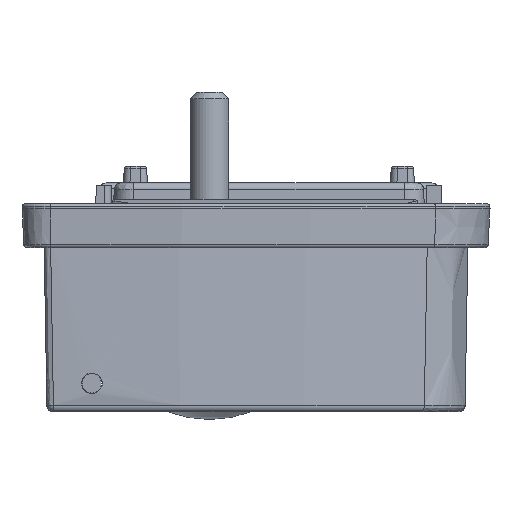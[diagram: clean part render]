
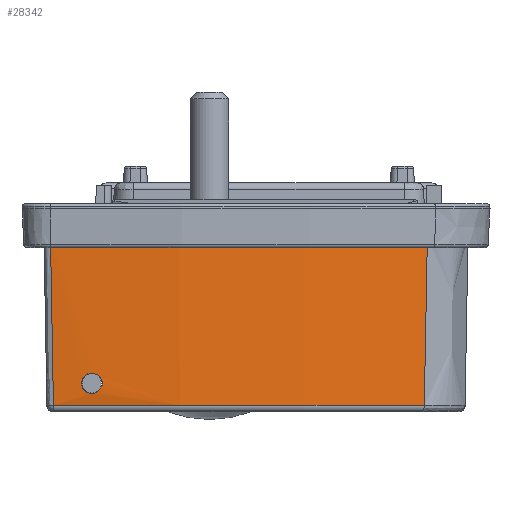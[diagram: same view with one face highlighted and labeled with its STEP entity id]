
A CAD part, left-side view. The second image highlights one B-rep face of the part: STEP entity #28342.
In plain terms, the highlighted conical face has half-angle 1 degrees and reference radius 80 mm.
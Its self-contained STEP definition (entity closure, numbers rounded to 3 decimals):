
#439=CARTESIAN_POINT('',(-60.176,12.9,2.199));
#440=VERTEX_POINT('',#439);
#441=CARTESIAN_POINT('',(-60.176,12.9,2.199));
#442=CARTESIAN_POINT('',(-60.174,12.9,2.07));
#443=CARTESIAN_POINT('',(-60.173,12.934,1.931));
#444=CARTESIAN_POINT('',(-60.175,13.001,1.812));
#445=CARTESIAN_POINT('',(-60.176,13.071,1.685));
#446=CARTESIAN_POINT('',(-60.18,13.168,1.585));
#447=CARTESIAN_POINT('',(-60.185,13.292,1.512));
#448=CARTESIAN_POINT('',(-60.189,13.39,1.454));
#449=CARTESIAN_POINT('',(-60.194,13.503,1.417));
#450=CARTESIAN_POINT('',(-60.199,13.614,1.405));
#451=CARTESIAN_POINT('',(-60.203,13.705,1.395));
#452=CARTESIAN_POINT('',(-60.207,13.794,1.4));
#453=CARTESIAN_POINT('',(-60.212,13.885,1.422));
#454=CARTESIAN_POINT('',(-60.217,13.999,1.449));
#455=CARTESIAN_POINT('',(-60.223,14.109,1.503));
#456=CARTESIAN_POINT('',(-60.228,14.199,1.575));
#457=CARTESIAN_POINT('',(-60.232,14.272,1.633));
#458=CARTESIAN_POINT('',(-60.235,14.332,1.701));
#459=CARTESIAN_POINT('',(-60.238,14.382,1.782));
#460=CARTESIAN_POINT('',(-60.243,14.448,1.889));
#461=CARTESIAN_POINT('',(-60.246,14.488,2.015));
#462=CARTESIAN_POINT('',(-60.249,14.498,2.138));
#463=CARTESIAN_POINT('',(-60.25,14.504,2.218));
#464=CARTESIAN_POINT('',(-60.252,14.498,2.297));
#465=CARTESIAN_POINT('',(-60.252,14.48,2.378));
#466=CARTESIAN_POINT('',(-60.254,14.451,2.503));
#467=CARTESIAN_POINT('',(-60.253,14.39,2.624));
#468=CARTESIAN_POINT('',(-60.252,14.309,2.719));
#469=CARTESIAN_POINT('',(-60.251,14.257,2.78));
#470=CARTESIAN_POINT('',(-60.25,14.197,2.833));
#471=CARTESIAN_POINT('',(-60.247,14.127,2.877));
#472=CARTESIAN_POINT('',(-60.244,14.028,2.939));
#473=CARTESIAN_POINT('',(-60.24,13.913,2.98));
#474=CARTESIAN_POINT('',(-60.235,13.799,2.994));
#475=CARTESIAN_POINT('',(-60.231,13.704,3.006));
#476=CARTESIAN_POINT('',(-60.227,13.612,3.001));
#477=CARTESIAN_POINT('',(-60.222,13.517,2.979));
#478=CARTESIAN_POINT('',(-60.215,13.379,2.946));
#479=CARTESIAN_POINT('',(-60.206,13.248,2.874));
#480=CARTESIAN_POINT('',(-60.2,13.149,2.78));
#481=CARTESIAN_POINT('',(-60.195,13.082,2.716));
#482=CARTESIAN_POINT('',(-60.19,13.023,2.638));
#483=CARTESIAN_POINT('',(-60.186,12.98,2.55));
#484=CARTESIAN_POINT('',(-60.181,12.927,2.439));
#485=CARTESIAN_POINT('',(-60.178,12.9,2.315));
#486=CARTESIAN_POINT('',(-60.176,12.9,2.199));
#487=B_SPLINE_CURVE_WITH_KNOTS('',3,(#441,#442,#443,#444,#445,#446,#447,#448,#449,#450,#451,#452,#453,#454,#455,#456,#457,#458,#459,#460,#461,#462,#463,#464,#465,#466,#467,#468,#469,#470,#471,#472,#473,#474,#475,#476,#477,#478,#479,#480,#481,#482,#483,#484,#485,#486),.UNSPECIFIED.,.T.,.U.,(4,3,3,3,3,3,3,3,3,3,3,3,3,3,3,4),(0.0,0.039,0.08,0.112,0.139,0.172,0.199,0.235,0.259,0.295,0.319,0.352,0.38,0.42,0.448,0.482),.UNSPECIFIED.);
#488=EDGE_CURVE('',#440,#440,#487,.T.);
#2595=CARTESIAN_POINT('',(-60.498,16.897,13.5));
#2596=VERTEX_POINT('',#2595);
#2610=CARTESIAN_POINT('',(-54.801,-12.254,13.5));
#2611=VERTEX_POINT('',#2610);
#2612=CARTESIAN_POINT('',(19.5,17.4,13.5));
#2613=DIRECTION('',(0.0,0.0,-1.0));
#2614=DIRECTION('',(1.0,0.0,0.0));
#2615=AXIS2_PLACEMENT_3D('',#2612,#2613,#2614);
#2616=CIRCLE('',#2615,80.0);
#2617=EDGE_CURVE('',#2611,#2596,#2616,.T.);
#28049=CARTESIAN_POINT('',(-54.651,-12.017,0.491));
#28050=VERTEX_POINT('',#28049);
#28058=CARTESIAN_POINT('',(-60.27,16.668,0.491));
#28059=VERTEX_POINT('',#28058);
#28060=CARTESIAN_POINT('',(19.5,17.4,0.491));
#28061=DIRECTION('',(0.0,0.0,-1.));
#28062=DIRECTION('',(-0.981,-0.192,0.0));
#28063=AXIS2_PLACEMENT_3D('',#28060,#28061,#28062);
#28064=CIRCLE('',#28063,79.773);
#28065=EDGE_CURVE('',#28050,#28059,#28064,.T.);
#28310=CARTESIAN_POINT('',(-60.27,16.668,0.491));
#28311=CARTESIAN_POINT('',(-60.346,16.745,4.828));
#28312=CARTESIAN_POINT('',(-60.422,16.821,9.164));
#28313=CARTESIAN_POINT('',(-60.498,16.897,13.5));
#28314=B_SPLINE_CURVE_WITH_KNOTS('',3,(#28310,#28311,#28312,#28313),.UNSPECIFIED.,.F.,.U.,(4,4),(0.1,1.401),.UNSPECIFIED.);
#28315=EDGE_CURVE('',#28059,#2596,#28314,.T.);
#28322=CARTESIAN_POINT('',(19.5,17.4,13.5));
#28323=DIRECTION('',(0.0,0.0,1.0));
#28324=DIRECTION('',(1.0,0.0,0.0));
#28325=AXIS2_PLACEMENT_3D('',#28322,#28323,#28324);
#28326=CONICAL_SURFACE('',#28325,80.0,1.0);
#28327=ORIENTED_EDGE('',*,*,#28065,.F.);
#28328=CARTESIAN_POINT('',(-54.801,-12.254,13.5));
#28329=CARTESIAN_POINT('',(-54.751,-12.175,9.164));
#28330=CARTESIAN_POINT('',(-54.701,-12.096,4.828));
#28331=CARTESIAN_POINT('',(-54.651,-12.017,0.491));
#28332=B_SPLINE_CURVE_WITH_KNOTS('',3,(#28328,#28329,#28330,#28331),.UNSPECIFIED.,.F.,.U.,(4,4),(-1.851,-0.55),.UNSPECIFIED.);
#28333=EDGE_CURVE('',#2611,#28050,#28332,.T.);
#28334=ORIENTED_EDGE('',*,*,#28333,.F.);
#28335=ORIENTED_EDGE('',*,*,#2617,.T.);
#28336=ORIENTED_EDGE('',*,*,#28315,.F.);
#28337=EDGE_LOOP('',(#28327,#28334,#28335,#28336));
#28338=FACE_OUTER_BOUND('',#28337,.T.);
#28339=ORIENTED_EDGE('',*,*,#488,.T.);
#28340=EDGE_LOOP('',(#28339));
#28341=FACE_BOUND('',#28340,.T.);
#28342=ADVANCED_FACE('',(#28338,#28341),#28326,.T.);
